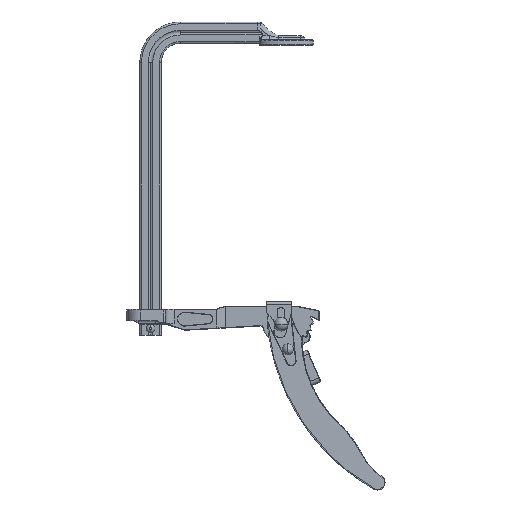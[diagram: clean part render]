
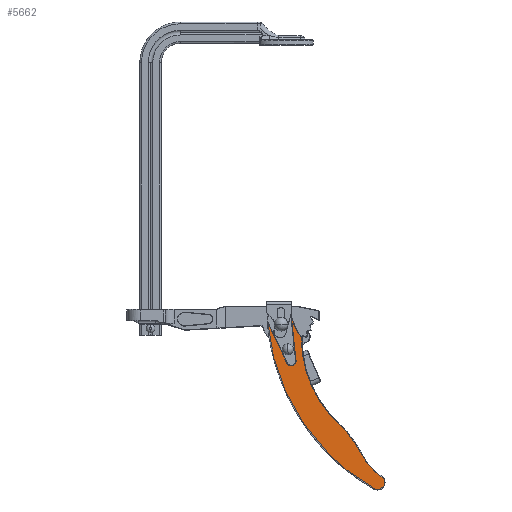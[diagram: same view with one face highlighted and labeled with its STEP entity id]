
A CAD part, top view. The second image highlights one B-rep face of the part: STEP entity #5662.
In plain terms, the highlighted face is planar.
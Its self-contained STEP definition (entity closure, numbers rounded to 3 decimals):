
#431 = DIRECTION ( 'NONE',  ( -1., 0., 0.023 ) ) ;
#907 = VERTEX_POINT ( 'NONE', #12783 ) ;
#934 = CARTESIAN_POINT ( 'NONE',  ( 31.976, -147.377, 16.986 ) ) ;
#1645 =( BOUNDED_CURVE ( )  B_SPLINE_CURVE ( 3, ( #18187, #4229, #18417, #2494 ),
 .UNSPECIFIED., .F., .F. ) 
 B_SPLINE_CURVE_WITH_KNOTS ( ( 4, 4 ),
 ( 2.681, 3.558 ),
 .UNSPECIFIED. ) 
 CURVE ( )  GEOMETRIC_REPRESENTATION_ITEM ( )  RATIONAL_B_SPLINE_CURVE ( ( 1., 0.937, 0.937, 1. ) ) 
 REPRESENTATION_ITEM ( '' )  );
#1813 = CARTESIAN_POINT ( 'NONE',  ( 0.052, -1.466, 17.708 ) ) ;
#1876 = CARTESIAN_POINT ( 'NONE',  ( 28.102, -6.198, 17.073 ) ) ;
#2054 = CARTESIAN_POINT ( 'NONE',  ( 7.572, -53.912, 17.538 ) ) ;
#2147 = CARTESIAN_POINT ( 'NONE',  ( 0.052, -1.466, 17.708 ) ) ;
#2249 = CARTESIAN_POINT ( 'NONE',  ( 52.968, -224.113, 16.511 ) ) ;
#2379 = AXIS2_PLACEMENT_3D ( 'NONE', #21307, #10826, #431 ) ;
#2494 = CARTESIAN_POINT ( 'NONE',  ( 29.481, -33.848, 17.042 ) ) ;
#2633 = ORIENTED_EDGE ( 'NONE', *, *, #16255, .T. ) ;
#2885 = CARTESIAN_POINT ( 'NONE',  ( 0., 0., 17.709 ) ) ;
#3381 = LINE ( 'NONE', #2885, #18931 ) ;
#3433 = VERTEX_POINT ( 'NONE', #7366 ) ;
#3821 = EDGE_CURVE ( 'NONE', #15270, #3433, #1645, .T. ) ;
#4086 = ORIENTED_EDGE ( 'NONE', *, *, #10048, .T. ) ;
#4229 = CARTESIAN_POINT ( 'NONE',  ( 14.013, -111.186, 17.392 ) ) ;
#4234 = CARTESIAN_POINT ( 'NONE',  ( 36.687, -161.021, 16.879 ) ) ;
#4250 = ORIENTED_EDGE ( 'NONE', *, *, #16173, .F. ) ;
#4361 = CARTESIAN_POINT ( 'NONE',  ( 29.481, -33.848, 17.042 ) ) ;
#4453 = CARTESIAN_POINT ( 'NONE',  ( 31.976, -147.377, 16.986 ) ) ;
#4497 = AXIS2_PLACEMENT_3D ( 'NONE', #2054, #7054, #12150 ) ;
#4652 = CARTESIAN_POINT ( 'NONE',  ( 26.51, -15.442, 17.109 ) ) ;
#4835 = EDGE_CURVE ( 'NONE', #11029, #907, #7082, .T. ) ;
#4953 = CARTESIAN_POINT ( 'NONE',  ( 12.981, -55.569, 17.415 ) ) ;
#5662 = ADVANCED_FACE ( 'NONE', ( #7235 ), #16043, .F. ) ;
#5861 = LINE ( 'NONE', #4953, #15686 ) ;
#5879 =( BOUNDED_CURVE ( )  B_SPLINE_CURVE ( 3, ( #4361, #15102, #4652, #6487 ),
 .UNSPECIFIED., .F., .F. ) 
 B_SPLINE_CURVE_WITH_KNOTS ( ( 4, 4 ),
 ( 2.871, 3.312 ),
 .UNSPECIFIED. ) 
 CURVE ( )  GEOMETRIC_REPRESENTATION_ITEM ( )  RATIONAL_B_SPLINE_CURVE ( ( 1., 0.984, 0.984, 1. ) ) 
 REPRESENTATION_ITEM ( '' )  );
#5887 = EDGE_CURVE ( 'NONE', #7303, #13255, #5861, .T. ) ;
#5968 = ORIENTED_EDGE ( 'NONE', *, *, #3821, .T. ) ;
#6336 = VERTEX_POINT ( 'NONE', #2147 ) ;
#6487 = CARTESIAN_POINT ( 'NONE',  ( 28.102, -6.198, 17.073 ) ) ;
#6630 = ORIENTED_EDGE ( 'NONE', *, *, #13044, .T. ) ;
#6634 = CARTESIAN_POINT ( 'NONE',  ( 52.968, -224.113, 16.511 ) ) ;
#6777 = CARTESIAN_POINT ( 'NONE',  ( 52.968, -222.765, 16.511 ) ) ;
#7054 = DIRECTION ( 'NONE',  ( 0.023, 0., 1. ) ) ;
#7082 =( BOUNDED_CURVE ( )  B_SPLINE_CURVE ( 3, ( #14444, #14216, #10624, #7136 ),
 .UNSPECIFIED., .F., .F. ) 
 B_SPLINE_CURVE_WITH_KNOTS ( ( 4, 4 ),
 ( 3.651, 3.786 ),
 .UNSPECIFIED. ) 
 CURVE ( )  GEOMETRIC_REPRESENTATION_ITEM ( )  RATIONAL_B_SPLINE_CURVE ( ( 1., 0.998, 0.998, 1. ) ) 
 REPRESENTATION_ITEM ( '' )  );
#7136 = CARTESIAN_POINT ( 'NONE',  ( 37.403, -228.029, 16.863 ) ) ;
#7235 = FACE_OUTER_BOUND ( 'NONE', #19370, .T. ) ;
#7303 = VERTEX_POINT ( 'NONE', #17508 ) ;
#7366 = CARTESIAN_POINT ( 'NONE',  ( 29.481, -33.848, 17.042 ) ) ;
#7704 = VERTEX_POINT ( 'NONE', #2249 ) ;
#8230 = CARTESIAN_POINT ( 'NONE',  ( 52.645, -221.457, 16.518 ) ) ;
#8711 = ORIENTED_EDGE ( 'NONE', *, *, #5887, .F. ) ;
#9013 = ORIENTED_EDGE ( 'NONE', *, *, #21815, .F. ) ;
#9388 = CARTESIAN_POINT ( 'NONE',  ( 45.479, -211.195, 16.68 ) ) ;
#9462 = CARTESIAN_POINT ( 'NONE',  ( 41.708, -200.67, 16.766 ) ) ;
#9486 = CARTESIAN_POINT ( 'NONE',  ( 42.665, -237.439, 16.744 ) ) ;
#10048 = EDGE_CURVE ( 'NONE', #3433, #13255, #5879, .T. ) ;
#10431 = VERTEX_POINT ( 'NONE', #19756 ) ;
#10624 = CARTESIAN_POINT ( 'NONE',  ( 37.43, -228.065, 16.862 ) ) ;
#10657 = ORIENTED_EDGE ( 'NONE', *, *, #15558, .T. ) ;
#10800 = DIRECTION ( 'NONE',  ( 0.293, 0.956, -0.007 ) ) ;
#10826 = DIRECTION ( 'NONE',  ( -0.023, 0., -1. ) ) ;
#10889 = VERTEX_POINT ( 'NONE', #22390 ) ;
#10896 = CARTESIAN_POINT ( 'NONE',  ( 1.919, -54.112, 17.666 ) ) ;
#11029 = VERTEX_POINT ( 'NONE', #14747 ) ;
#11033 = CARTESIAN_POINT ( 'NONE',  ( 52.968, -224.113, 16.511 ) ) ;
#11224 = CARTESIAN_POINT ( 'NONE',  ( 41.002, -189.511, 16.782 ) ) ;
#11890 = EDGE_CURVE ( 'NONE', #10431, #10889, #20440, .T. ) ;
#12150 = DIRECTION ( 'NONE',  ( 1., 0., -0.023 ) ) ;
#12382 = CARTESIAN_POINT ( 'NONE',  ( -12.326, -161.826, 17.988 ) ) ;
#12581 = CIRCLE ( 'NONE', #4497, 5.658 ) ;
#12783 = CARTESIAN_POINT ( 'NONE',  ( 37.403, -228.029, 16.863 ) ) ;
#13044 = EDGE_CURVE ( 'NONE', #10889, #15270, #18341, .T. ) ;
#13255 = VERTEX_POINT ( 'NONE', #1876 ) ;
#13981 = CARTESIAN_POINT ( 'NONE',  ( 37.403, -228.029, 16.863 ) ) ;
#14056 = CARTESIAN_POINT ( 'NONE',  ( -25.794, -80.128, 18.292 ) ) ;
#14216 = CARTESIAN_POINT ( 'NONE',  ( 37.455, -228.103, 16.862 ) ) ;
#14444 = CARTESIAN_POINT ( 'NONE',  ( 37.477, -228.142, 16.861 ) ) ;
#14738 = CARTESIAN_POINT ( 'NONE',  ( 52.018, -220.264, 16.533 ) ) ;
#14747 = CARTESIAN_POINT ( 'NONE',  ( 37.477, -228.142, 16.861 ) ) ;
#14813 = ORIENTED_EDGE ( 'NONE', *, *, #17614, .T. ) ;
#15102 = CARTESIAN_POINT ( 'NONE',  ( 26.977, -24.809, 17.099 ) ) ;
#15270 = VERTEX_POINT ( 'NONE', #934 ) ;
#15558 = EDGE_CURVE ( 'NONE', #7704, #10431, #20633, .T. ) ;
#15686 = VECTOR ( 'NONE', #10800, 1000. ) ;
#16043 = PLANE ( 'NONE',  #2379 ) ;
#16173 = EDGE_CURVE ( 'NONE', #20842, #7303, #12581, .T. ) ;
#16255 = EDGE_CURVE ( 'NONE', #6336, #907, #19377, .T. ) ;
#16392 = CARTESIAN_POINT ( 'NONE',  ( 52.968, -234.759, 16.511 ) ) ;
#17508 = CARTESIAN_POINT ( 'NONE',  ( 12.981, -55.569, 17.415 ) ) ;
#17614 = EDGE_CURVE ( 'NONE', #11029, #7704, #22430, .T. ) ;
#18187 = CARTESIAN_POINT ( 'NONE',  ( 31.976, -147.377, 16.986 ) ) ;
#18267 = CARTESIAN_POINT ( 'NONE',  ( 41.002, -189.511, 16.782 ) ) ;
#18341 =( BOUNDED_CURVE ( )  B_SPLINE_CURVE ( 3, ( #18267, #18342, #4234, #4453 ),
 .UNSPECIFIED., .F., .F. ) 
 B_SPLINE_CURVE_WITH_KNOTS ( ( 4, 4 ),
 ( 0.09, 0.332 ),
 .UNSPECIFIED. ) 
 CURVE ( )  GEOMETRIC_REPRESENTATION_ITEM ( )  RATIONAL_B_SPLINE_CURVE ( ( 1., 0.995, 0.995, 1. ) ) 
 REPRESENTATION_ITEM ( '' )  );
#18342 = CARTESIAN_POINT ( 'NONE',  ( 39.711, -175.135, 16.811 ) ) ;
#18417 = CARTESIAN_POINT ( 'NONE',  ( 13.125, -70.793, 17.412 ) ) ;
#18506 = DIRECTION ( 'NONE',  ( 0.035, -0.999, -0.001 ) ) ;
#18777 = CARTESIAN_POINT ( 'NONE',  ( 52.018, -220.264, 16.533 ) ) ;
#18931 = VECTOR ( 'NONE', #18506, 1000. ) ;
#19370 = EDGE_LOOP ( 'NONE', ( #5968, #4086, #8711, #4250, #9013, #2633, #19531, #14813, #10657, #20960, #6630 ) ) ;
#19377 =( BOUNDED_CURVE ( )  B_SPLINE_CURVE ( 3, ( #1813, #14056, #12382, #13981 ),
 .UNSPECIFIED., .F., .F. ) 
 B_SPLINE_CURVE_WITH_KNOTS ( ( 4, 4 ),
 ( 2.824, 3.786 ),
 .UNSPECIFIED. ) 
 CURVE ( )  GEOMETRIC_REPRESENTATION_ITEM ( )  RATIONAL_B_SPLINE_CURVE ( ( 1., 0.924, 0.924, 1. ) ) 
 REPRESENTATION_ITEM ( '' )  );
#19531 = ORIENTED_EDGE ( 'NONE', *, *, #4835, .F. ) ;
#19756 = CARTESIAN_POINT ( 'NONE',  ( 52.018, -220.264, 16.533 ) ) ;
#19978 = CARTESIAN_POINT ( 'NONE',  ( 37.477, -228.142, 16.861 ) ) ;
#20440 =( BOUNDED_CURVE ( )  B_SPLINE_CURVE ( 3, ( #14738, #9388, #9462, #11224 ),
 .UNSPECIFIED., .F., .F. ) 
 B_SPLINE_CURVE_WITH_KNOTS ( ( 4, 4 ),
 ( 2.517, 3.078 ),
 .UNSPECIFIED. ) 
 CURVE ( )  GEOMETRIC_REPRESENTATION_ITEM ( )  RATIONAL_B_SPLINE_CURVE ( ( 1., 0.974, 0.974, 1. ) ) 
 REPRESENTATION_ITEM ( '' )  );
#20633 =( BOUNDED_CURVE ( )  B_SPLINE_CURVE ( 3, ( #6634, #6777, #8230, #18777 ),
 .UNSPECIFIED., .F., .F. ) 
 B_SPLINE_CURVE_WITH_KNOTS ( ( 4, 4 ),
 ( 0., 0.484 ),
 .UNSPECIFIED. ) 
 CURVE ( )  GEOMETRIC_REPRESENTATION_ITEM ( )  RATIONAL_B_SPLINE_CURVE ( ( 1., 0.981, 0.981, 1. ) ) 
 REPRESENTATION_ITEM ( '' )  );
#20842 = VERTEX_POINT ( 'NONE', #10896 ) ;
#20960 = ORIENTED_EDGE ( 'NONE', *, *, #11890, .T. ) ;
#21307 = CARTESIAN_POINT ( 'NONE',  ( -12.863, -232.883, 18. ) ) ;
#21815 = EDGE_CURVE ( 'NONE', #6336, #20842, #3381, .T. ) ;
#22390 = CARTESIAN_POINT ( 'NONE',  ( 41.002, -189.511, 16.782 ) ) ;
#22430 =( BOUNDED_CURVE ( )  B_SPLINE_CURVE ( 3, ( #19978, #9486, #16392, #11033 ),
 .UNSPECIFIED., .F., .F. ) 
 B_SPLINE_CURVE_WITH_KNOTS ( ( 4, 4 ),
 ( 3.651, 6.283 ),
 .UNSPECIFIED. ) 
 CURVE ( )  GEOMETRIC_REPRESENTATION_ITEM ( )  RATIONAL_B_SPLINE_CURVE ( ( 1., 0.501, 0.501, 1. ) ) 
 REPRESENTATION_ITEM ( '' )  );
